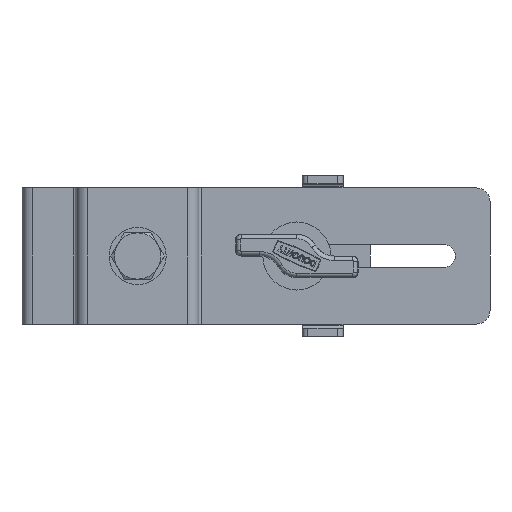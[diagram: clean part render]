
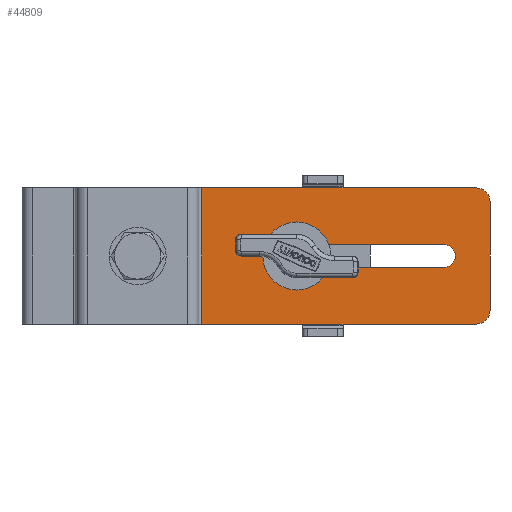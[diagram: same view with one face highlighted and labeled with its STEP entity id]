
A CAD part, front view. The second image highlights one B-rep face of the part: STEP entity #44809.
In plain terms, the highlighted planar face has unit normal (0, -1, 0).
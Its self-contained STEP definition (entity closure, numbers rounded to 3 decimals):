
#113 = CIRCLE ( 'NONE', #29134, 5. ) ;
#2119 = LINE ( 'NONE', #49253, #41409 ) ;
#2247 = DIRECTION ( 'NONE',  ( 0., 0., -1. ) ) ;
#3674 = CARTESIAN_POINT ( 'NONE',  ( 52.5, 34., 4.25 ) ) ;
#4057 = DIRECTION ( 'NONE',  ( -1., 0., 0. ) ) ;
#5628 = CARTESIAN_POINT ( 'NONE',  ( 124.5, 34., 20. ) ) ;
#5725 = CARTESIAN_POINT ( 'NONE',  ( 129.5, 34., -20. ) ) ;
#6101 = CARTESIAN_POINT ( 'NONE',  ( 22.5, 34., 25. ) ) ;
#6694 = VERTEX_POINT ( 'NONE', #36098 ) ;
#7484 = LINE ( 'NONE', #19020, #51608 ) ;
#7543 = CARTESIAN_POINT ( 'NONE',  ( 52.5, 34., 0. ) ) ;
#10025 = DIRECTION ( 'NONE',  ( -1., 0., 0. ) ) ;
#11501 = EDGE_CURVE ( 'NONE', #42404, #39092, #32183, .T. ) ;
#11695 = DIRECTION ( 'NONE',  ( 1., 0., 0. ) ) ;
#12931 = DIRECTION ( 'NONE',  ( 0., 1., 0. ) ) ;
#13518 = EDGE_CURVE ( 'NONE', #17678, #49494, #16198, .T. ) ;
#14680 = ORIENTED_EDGE ( 'NONE', *, *, #38945, .T. ) ;
#15258 = CIRCLE ( 'NONE', #47974, 4.25 ) ;
#15404 = EDGE_CURVE ( 'NONE', #50651, #33532, #56090, .T. ) ;
#15795 = CARTESIAN_POINT ( 'NONE',  ( 22.5, 34., -4.25 ) ) ;
#16198 = LINE ( 'NONE', #15795, #42357 ) ;
#16454 = CARTESIAN_POINT ( 'NONE',  ( 52.5, 34., 0. ) ) ;
#16603 = AXIS2_PLACEMENT_3D ( 'NONE', #16454, #21264, #30301 ) ;
#16966 = VECTOR ( 'NONE', #37289, 1000. ) ;
#17508 = CARTESIAN_POINT ( 'NONE',  ( 124.5, 34., -25. ) ) ;
#17678 = VERTEX_POINT ( 'NONE', #30352 ) ;
#17725 = CARTESIAN_POINT ( 'NONE',  ( 22.5, 34., 25. ) ) ;
#17923 = DIRECTION ( 'NONE',  ( -1., 0., 0. ) ) ;
#18071 = VECTOR ( 'NONE', #2247, 1000. ) ;
#18550 = DIRECTION ( 'NONE',  ( 0., -1., 0. ) ) ;
#18639 = ORIENTED_EDGE ( 'NONE', *, *, #55657, .T. ) ;
#18854 = EDGE_CURVE ( 'NONE', #51468, #31289, #51778, .T. ) ;
#19020 = CARTESIAN_POINT ( 'NONE',  ( 23.5, 34., -25. ) ) ;
#19478 = DIRECTION ( 'NONE',  ( -1., 0., 0. ) ) ;
#19556 = EDGE_LOOP ( 'NONE', ( #21549, #23451, #19733, #28173, #44363 ) ) ;
#19733 = ORIENTED_EDGE ( 'NONE', *, *, #55849, .T. ) ;
#19736 = EDGE_CURVE ( 'NONE', #25158, #50651, #2119, .T. ) ;
#20059 = ORIENTED_EDGE ( 'NONE', *, *, #55323, .F. ) ;
#20378 = CARTESIAN_POINT ( 'NONE',  ( 23.5, 34., 25. ) ) ;
#21264 = DIRECTION ( 'NONE',  ( 0., 1., 0. ) ) ;
#21549 = ORIENTED_EDGE ( 'NONE', *, *, #13518, .T. ) ;
#22685 = CARTESIAN_POINT ( 'NONE',  ( 124.5, 34., -20. ) ) ;
#23451 = ORIENTED_EDGE ( 'NONE', *, *, #55413, .T. ) ;
#23462 = DIRECTION ( 'NONE',  ( 0., 0., -1. ) ) ;
#23774 = CARTESIAN_POINT ( 'NONE',  ( 22.5, 34., 4.25 ) ) ;
#24529 = AXIS2_PLACEMENT_3D ( 'NONE', #17725, #48549, #17923 ) ;
#24618 = FACE_BOUND ( 'NONE', #19556, .T. ) ;
#25158 = VERTEX_POINT ( 'NONE', #54123 ) ;
#25159 = CARTESIAN_POINT ( 'NONE',  ( 112.5, 34., 4.25 ) ) ;
#26752 = VERTEX_POINT ( 'NONE', #50848 ) ;
#27289 = DIRECTION ( 'NONE',  ( 0., -1., 0. ) ) ;
#28173 = ORIENTED_EDGE ( 'NONE', *, *, #11501, .T. ) ;
#29134 = AXIS2_PLACEMENT_3D ( 'NONE', #5628, #18550, #49167 ) ;
#30301 = DIRECTION ( 'NONE',  ( -1., 0., 0. ) ) ;
#30347 = EDGE_CURVE ( 'NONE', #39092, #17678, #48065, .T. ) ;
#30352 = CARTESIAN_POINT ( 'NONE',  ( 112.5, 34., -4.25 ) ) ;
#31289 = VERTEX_POINT ( 'NONE', #20378 ) ;
#31313 = EDGE_LOOP ( 'NONE', ( #36865, #48560, #20059, #18639, #47872, #14680 ) ) ;
#32183 = LINE ( 'NONE', #23774, #45298 ) ;
#33532 = VERTEX_POINT ( 'NONE', #5725 ) ;
#33546 = FACE_OUTER_BOUND ( 'NONE', #31313, .T. ) ;
#36098 = CARTESIAN_POINT ( 'NONE',  ( 129.5, 34., 20. ) ) ;
#36566 = CARTESIAN_POINT ( 'NONE',  ( 112.5, 34., 0. ) ) ;
#36865 = ORIENTED_EDGE ( 'NONE', *, *, #19736, .T. ) ;
#37289 = DIRECTION ( 'NONE',  ( -1., 0., 0. ) ) ;
#38945 = EDGE_CURVE ( 'NONE', #31289, #25158, #7484, .T. ) ;
#39092 = VERTEX_POINT ( 'NONE', #25159 ) ;
#40098 = CIRCLE ( 'NONE', #16603, 4.25 ) ;
#41409 = VECTOR ( 'NONE', #11695, 1000. ) ;
#42357 = VECTOR ( 'NONE', #19478, 1000. ) ;
#42404 = VERTEX_POINT ( 'NONE', #3674 ) ;
#44363 = ORIENTED_EDGE ( 'NONE', *, *, #30347, .T. ) ;
#44684 = DIRECTION ( 'NONE',  ( 0., 1., 0. ) ) ;
#44809 = ADVANCED_FACE ( 'NONE', ( #24618, #33546 ), #48178, .F. ) ;
#45298 = VECTOR ( 'NONE', #49784, 1000. ) ;
#47343 = CARTESIAN_POINT ( 'NONE',  ( 52.5, 34., -4.25 ) ) ;
#47872 = ORIENTED_EDGE ( 'NONE', *, *, #18854, .T. ) ;
#47974 = AXIS2_PLACEMENT_3D ( 'NONE', #7543, #12931, #4057 ) ;
#48065 = CIRCLE ( 'NONE', #56279, 4.25 ) ;
#48178 = PLANE ( 'NONE',  #24529 ) ;
#48549 = DIRECTION ( 'NONE',  ( 0., 1., 0. ) ) ;
#48560 = ORIENTED_EDGE ( 'NONE', *, *, #15404, .T. ) ;
#49167 = DIRECTION ( 'NONE',  ( -1., 0., 0. ) ) ;
#49253 = CARTESIAN_POINT ( 'NONE',  ( 22.5, 34., -25. ) ) ;
#49458 = DIRECTION ( 'NONE',  ( -1., 0., 0. ) ) ;
#49494 = VERTEX_POINT ( 'NONE', #47343 ) ;
#49784 = DIRECTION ( 'NONE',  ( 1., 0., 0. ) ) ;
#50651 = VERTEX_POINT ( 'NONE', #17508 ) ;
#50848 = CARTESIAN_POINT ( 'NONE',  ( 48.25, 34., 0. ) ) ;
#51468 = VERTEX_POINT ( 'NONE', #55199 ) ;
#51608 = VECTOR ( 'NONE', #23462, 1000. ) ;
#51669 = AXIS2_PLACEMENT_3D ( 'NONE', #22685, #27289, #49458 ) ;
#51778 = LINE ( 'NONE', #6101, #16966 ) ;
#53257 = LINE ( 'NONE', #55077, #18071 ) ;
#54123 = CARTESIAN_POINT ( 'NONE',  ( 23.5, 34., -25. ) ) ;
#55077 = CARTESIAN_POINT ( 'NONE',  ( 129.5, 34., 25. ) ) ;
#55199 = CARTESIAN_POINT ( 'NONE',  ( 124.5, 34., 25. ) ) ;
#55323 = EDGE_CURVE ( 'NONE', #6694, #33532, #53257, .T. ) ;
#55413 = EDGE_CURVE ( 'NONE', #49494, #26752, #40098, .T. ) ;
#55657 = EDGE_CURVE ( 'NONE', #6694, #51468, #113, .T. ) ;
#55849 = EDGE_CURVE ( 'NONE', #26752, #42404, #15258, .T. ) ;
#56090 = CIRCLE ( 'NONE', #51669, 5. ) ;
#56279 = AXIS2_PLACEMENT_3D ( 'NONE', #36566, #44684, #10025 ) ;
